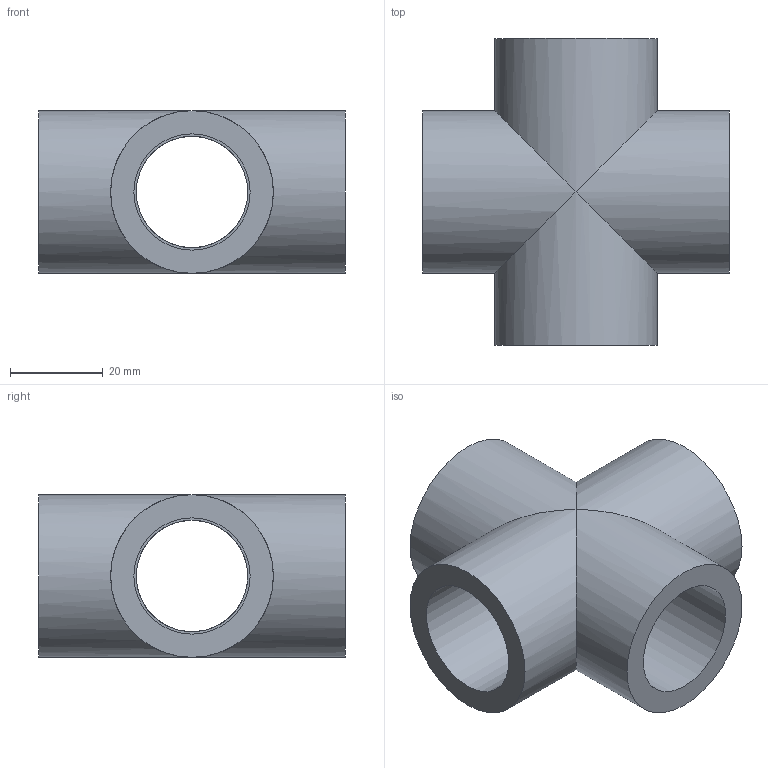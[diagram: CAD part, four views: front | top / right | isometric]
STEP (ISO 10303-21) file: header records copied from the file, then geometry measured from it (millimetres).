
FILE_DESCRIPTION(/* description */ (''),/* implementation_level */ '2;1');
FILE_NAME(/* name */ 'XIV025.ipt.stp',/* time_stamp */ '2013-10-01T14:57:12+02:00',/* author */ ('bfaro'),/* organization */ (''),/* preprocessor_version */ 'ST-DEVELOPER v15.2',/* originating_system */ 'Autodesk Inventor 2014',/* authorisation */ '');
FILE_SCHEMA (('AUTOMOTIVE_DESIGN { 1 0 10303 214 3 1 1 }'));
Length unit declared in the file: millimetre
Products named in the file (1): XIV025
Bounding box: 66 x 66 x 35 mm (x, y, z)
Volume: 44991.3 mm3; surface area: 19540.4 mm2
Topology: 1 solids, 1 shells, 20 faces, 46 edges, 30 vertices
Faces by surface type: cylinder 12, plane 8
Full cylindrical faces by diameter (mm): 24 x4, 25 x4, 35 x4
Entity records: 461 total; most frequent: DIRECTION 90, CARTESIAN_POINT 65, ORIENTED_EDGE 48, AXIS2_PLACEMENT_3D 45, EDGE_LOOP 40, FACE_BOUND 24, EDGE_CURVE 24, VERTEX_POINT 20
